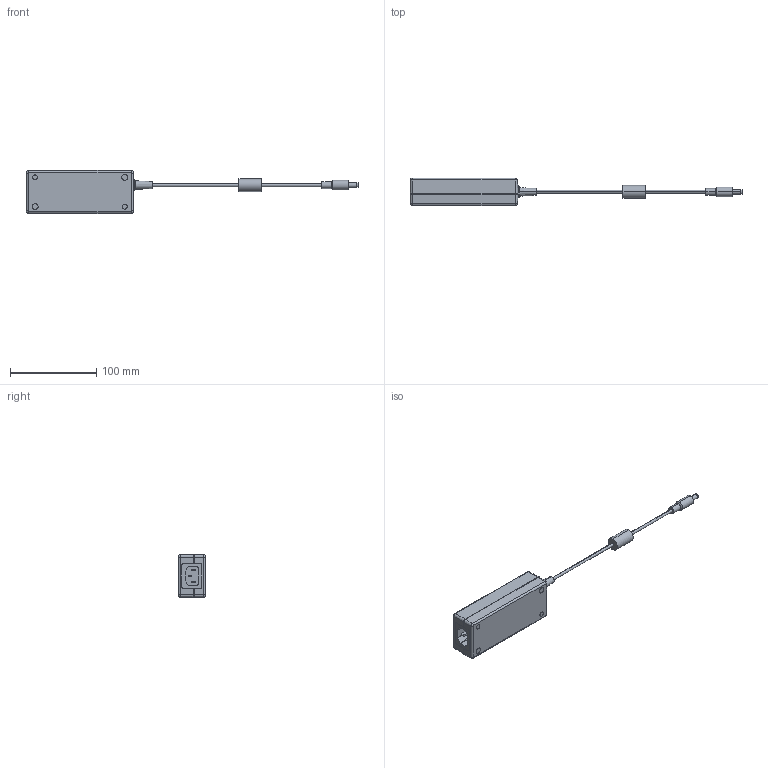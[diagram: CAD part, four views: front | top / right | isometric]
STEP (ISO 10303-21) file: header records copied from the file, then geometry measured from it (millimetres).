
FILE_DESCRIPTION (( 'STEP AP214' ), '1' );
FILE_NAME ('GST60A24.STEP', '2022-10-11T12:48:16', ( '' ), ( '' ), 'SwSTEP 2.0', 'SolidWorks 2016', '' );
FILE_SCHEMA (( 'AUTOMOTIVE_DESIGN' ));
Length unit declared in the file: millimetre
Products named in the file (1): GST60A24
Bounding box: 385 x 31.7 x 50 mm (x, y, z)
Volume: 198350.5 mm3; surface area: 29846.6 mm2
Topology: 1 solids, 1 shells, 171 faces, 406 edges, 249 vertices
Faces by surface type: plane 91, cylinder 58, cone 14, torus 8
Entity records: 5242 total; most frequent: DIRECTION 876, CARTESIAN_POINT 837, ORIENTED_EDGE 808, EDGE_CURVE 404, AXIS2_PLACEMENT_3D 304, LINE 268, VECTOR 268, VERTEX_POINT 249
